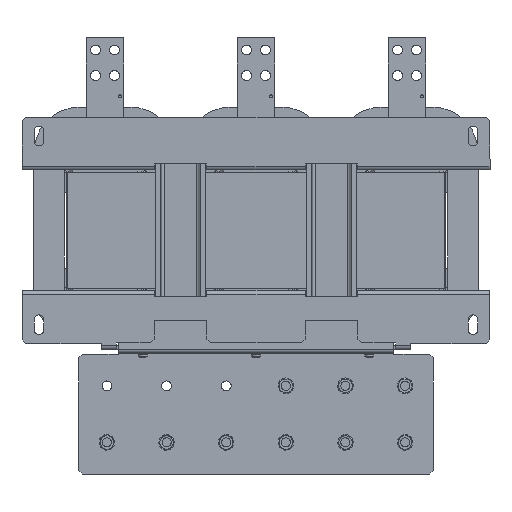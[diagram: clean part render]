
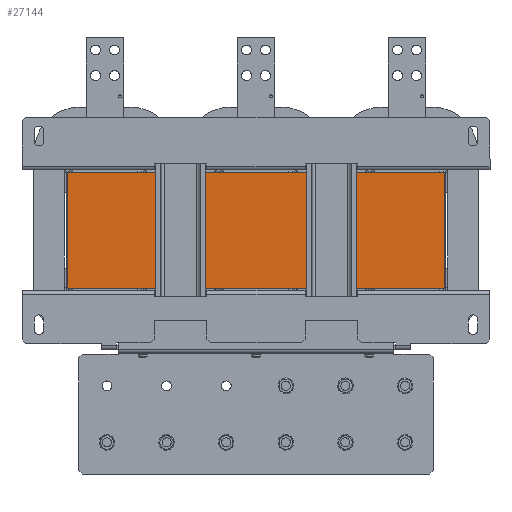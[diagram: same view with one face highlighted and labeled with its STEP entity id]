
A CAD part, front view. The second image highlights one B-rep face of the part: STEP entity #27144.
In plain terms, the highlighted planar face has unit normal (0, -1, 0).
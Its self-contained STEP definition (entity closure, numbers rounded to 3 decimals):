
#3228 = CARTESIAN_POINT ( 'NONE',  ( -250., -260., -77. ) ) ;
#3468 = CARTESIAN_POINT ( 'NONE',  ( 250., -260., 77. ) ) ;
#3673 = CARTESIAN_POINT ( 'NONE',  ( -250., -260., 77. ) ) ;
#3713 = CARTESIAN_POINT ( 'NONE',  ( 250., -260., -77. ) ) ;
#4291 = FACE_OUTER_BOUND ( 'NONE', #8974, .T. ) ;
#6455 = VERTEX_POINT ( 'NONE', #3228 ) ;
#6456 = VERTEX_POINT ( 'NONE', #3673 ) ;
#6457 = VERTEX_POINT ( 'NONE', #3713 ) ;
#6474 = VERTEX_POINT ( 'NONE', #3468 ) ;
#6983 = EDGE_CURVE ( 'NONE', #6456, #6455, #17859, .T. ) ;
#6990 = EDGE_CURVE ( 'NONE', #6456, #6474, #17874, .T. ) ;
#7719 = LINE ( 'NONE', #31602, #7721 ) ;
#7721 = VECTOR ( 'NONE', #31603, 1000. ) ;
#7725 = LINE ( 'NONE', #31621, #7728 ) ;
#7728 = VECTOR ( 'NONE', #31622, 1000. ) ;
#8974 = EDGE_LOOP ( 'NONE', ( #29633, #29634, #29629, #29635 ) ) ;
#15109 = AXIS2_PLACEMENT_3D ( 'NONE', #21252, #21256, #21257 ) ;
#17859 = LINE ( 'NONE', #32072, #17866 ) ;
#17866 = VECTOR ( 'NONE', #32061, 1000. ) ;
#17874 = LINE ( 'NONE', #32049, #17878 ) ;
#17878 = VECTOR ( 'NONE', #32051, 1000. ) ;
#21250 = PLANE ( 'NONE',  #15109 ) ;
#21252 = CARTESIAN_POINT ( 'NONE',  ( -250., -260., 77. ) ) ;
#21256 = DIRECTION ( 'NONE',  ( 0., 1., 0. ) ) ;
#21257 = DIRECTION ( 'NONE',  ( 0., 0., 1. ) ) ;
#27144 = ADVANCED_FACE ( 'NONE', ( #4291 ), #21250, .F. ) ;
#29206 = EDGE_CURVE ( 'NONE', #6474, #6457, #7719, .T. ) ;
#29211 = EDGE_CURVE ( 'NONE', #6455, #6457, #7725, .T. ) ;
#29629 = ORIENTED_EDGE ( 'NONE', *, *, #6990, .F. ) ;
#29633 = ORIENTED_EDGE ( 'NONE', *, *, #29211, .T. ) ;
#29634 = ORIENTED_EDGE ( 'NONE', *, *, #29206, .F. ) ;
#29635 = ORIENTED_EDGE ( 'NONE', *, *, #6983, .T. ) ;
#31602 = CARTESIAN_POINT ( 'NONE',  ( 250., -260., 77. ) ) ;
#31603 = DIRECTION ( 'NONE',  ( 0., 0., -1. ) ) ;
#31621 = CARTESIAN_POINT ( 'NONE',  ( -250., -260., -77. ) ) ;
#31622 = DIRECTION ( 'NONE',  ( 1., 0., 0. ) ) ;
#32049 = CARTESIAN_POINT ( 'NONE',  ( -250., -260., 77. ) ) ;
#32051 = DIRECTION ( 'NONE',  ( 1., 0., 0. ) ) ;
#32061 = DIRECTION ( 'NONE',  ( 0., 0., -1. ) ) ;
#32072 = CARTESIAN_POINT ( 'NONE',  ( -250., -260., 77. ) ) ;
